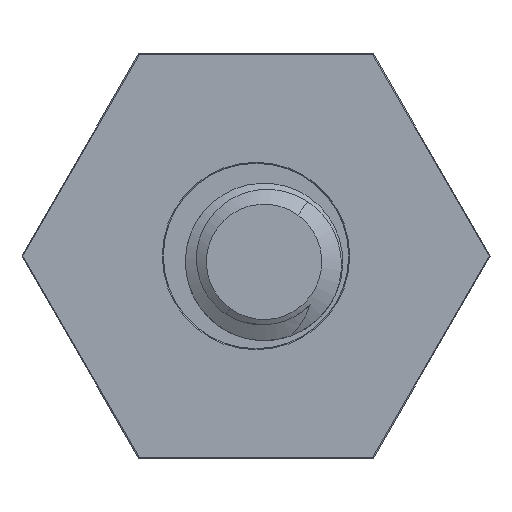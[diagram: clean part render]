
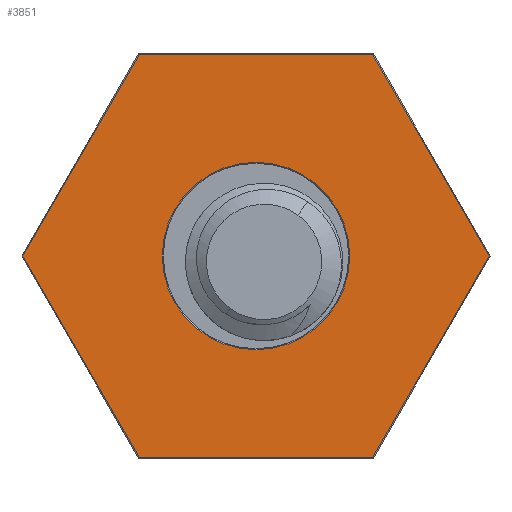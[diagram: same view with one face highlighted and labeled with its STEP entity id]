
A CAD part, front view. The second image highlights one B-rep face of the part: STEP entity #3851.
In plain terms, the highlighted planar face has unit normal (0, -1, 0).
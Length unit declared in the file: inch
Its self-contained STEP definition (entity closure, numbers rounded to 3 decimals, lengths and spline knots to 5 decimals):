
#25 = LINE ( 'NONE', #1390, #1804 ) ;
#36 = EDGE_LOOP ( 'NONE', ( #2952, #3158, #846, #493, #2375, #408 ) ) ;
#233 = VERTEX_POINT ( 'NONE', #629 ) ;
#396 = VECTOR ( 'NONE', #4221, 39.37008 ) ;
#408 = ORIENTED_EDGE ( 'NONE', *, *, #3420, .T. ) ;
#493 = ORIENTED_EDGE ( 'NONE', *, *, #1721, .T. ) ;
#595 = LINE ( 'NONE', #1626, #396 ) ;
#629 = CARTESIAN_POINT ( 'NONE',  ( 0.23325, 0., -0.404 ) ) ;
#668 = LINE ( 'NONE', #4299, #3750 ) ;
#701 = EDGE_CURVE ( 'NONE', #233, #1834, #25, .T. ) ;
#748 = VECTOR ( 'NONE', #2524, 39.37008 ) ;
#846 = ORIENTED_EDGE ( 'NONE', *, *, #2582, .T. ) ;
#877 = FACE_BOUND ( 'NONE', #3829, .T. ) ;
#892 = CIRCLE ( 'NONE', #3554, 0.1875 ) ;
#1040 = AXIS2_PLACEMENT_3D ( 'NONE', #3133, #2555, #2200 ) ;
#1214 = FACE_OUTER_BOUND ( 'NONE', #36, .T. ) ;
#1223 = CARTESIAN_POINT ( 'NONE',  ( -0.34987, 0., 0.202 ) ) ;
#1225 = LINE ( 'NONE', #3189, #748 ) ;
#1261 = ORIENTED_EDGE ( 'NONE', *, *, #3211, .T. ) ;
#1327 = CARTESIAN_POINT ( 'NONE',  ( 0.4665, 0., 0. ) ) ;
#1390 = CARTESIAN_POINT ( 'NONE',  ( 0.34987, 0., -0.202 ) ) ;
#1425 = CARTESIAN_POINT ( 'NONE',  ( 0.23325, 0., 0.404 ) ) ;
#1455 = EDGE_CURVE ( 'NONE', #3650, #2642, #1616, .T. ) ;
#1490 = DIRECTION ( 'NONE',  ( 0.5, 0., 0.866 ) ) ;
#1513 = DIRECTION ( 'NONE',  ( 0., 0., 1. ) ) ;
#1515 = VERTEX_POINT ( 'NONE', #1696 ) ;
#1517 = LINE ( 'NONE', #2863, #3696 ) ;
#1616 = LINE ( 'NONE', #1223, #3271 ) ;
#1626 = CARTESIAN_POINT ( 'NONE',  ( -0.34987, 0., -0.202 ) ) ;
#1680 = CARTESIAN_POINT ( 'NONE',  ( -0.4665, 0., 0. ) ) ;
#1696 = CARTESIAN_POINT ( 'NONE',  ( 0., 0., -0.1875 ) ) ;
#1721 = EDGE_CURVE ( 'NONE', #2240, #3650, #1517, .T. ) ;
#1804 = VECTOR ( 'NONE', #1490, 39.37008 ) ;
#1834 = VERTEX_POINT ( 'NONE', #1327 ) ;
#2082 = ORIENTED_EDGE ( 'NONE', *, *, #2202, .T. ) ;
#2200 = DIRECTION ( 'NONE',  ( 0., 0., 1. ) ) ;
#2202 = EDGE_CURVE ( 'NONE', #3578, #1515, #3346, .T. ) ;
#2207 = DIRECTION ( 'NONE',  ( -1., 0., 0. ) ) ;
#2240 = VERTEX_POINT ( 'NONE', #1425 ) ;
#2242 = CARTESIAN_POINT ( 'NONE',  ( -0.23325, 0., 0.404 ) ) ;
#2306 = DIRECTION ( 'NONE',  ( 0., 0., 1. ) ) ;
#2374 = EDGE_CURVE ( 'NONE', #2493, #233, #1225, .T. ) ;
#2375 = ORIENTED_EDGE ( 'NONE', *, *, #1455, .T. ) ;
#2493 = VERTEX_POINT ( 'NONE', #2667 ) ;
#2524 = DIRECTION ( 'NONE',  ( 1., 0., 0. ) ) ;
#2555 = DIRECTION ( 'NONE',  ( 0., 1., 0. ) ) ;
#2582 = EDGE_CURVE ( 'NONE', #1834, #2240, #668, .T. ) ;
#2635 = CARTESIAN_POINT ( 'NONE',  ( 0., 0., 0. ) ) ;
#2642 = VERTEX_POINT ( 'NONE', #1680 ) ;
#2667 = CARTESIAN_POINT ( 'NONE',  ( -0.23325, 0., -0.404 ) ) ;
#2711 = DIRECTION ( 'NONE',  ( -0.5, 0., -0.866 ) ) ;
#2863 = CARTESIAN_POINT ( 'NONE',  ( 0., 0., 0.404 ) ) ;
#2921 = CARTESIAN_POINT ( 'NONE',  ( 0., 0., 0.1875 ) ) ;
#2952 = ORIENTED_EDGE ( 'NONE', *, *, #2374, .T. ) ;
#3133 = CARTESIAN_POINT ( 'NONE',  ( 0., 0., 0. ) ) ;
#3158 = ORIENTED_EDGE ( 'NONE', *, *, #701, .T. ) ;
#3189 = CARTESIAN_POINT ( 'NONE',  ( 0., 0., -0.404 ) ) ;
#3211 = EDGE_CURVE ( 'NONE', #1515, #3578, #892, .T. ) ;
#3271 = VECTOR ( 'NONE', #2711, 39.37008 ) ;
#3346 = CIRCLE ( 'NONE', #4317, 0.1875 ) ;
#3420 = EDGE_CURVE ( 'NONE', #2642, #2493, #595, .T. ) ;
#3554 = AXIS2_PLACEMENT_3D ( 'NONE', #3880, #3858, #1513 ) ;
#3578 = VERTEX_POINT ( 'NONE', #2921 ) ;
#3643 = DIRECTION ( 'NONE',  ( -0.5, 0., 0.866 ) ) ;
#3650 = VERTEX_POINT ( 'NONE', #2242 ) ;
#3696 = VECTOR ( 'NONE', #2207, 39.37008 ) ;
#3750 = VECTOR ( 'NONE', #3643, 39.37008 ) ;
#3829 = EDGE_LOOP ( 'NONE', ( #1261, #2082 ) ) ;
#3851 = ADVANCED_FACE ( 'NONE', ( #877, #1214 ), #3881, .F. ) ;
#3858 = DIRECTION ( 'NONE',  ( 0., 1., 0. ) ) ;
#3880 = CARTESIAN_POINT ( 'NONE',  ( 0., 0., 0. ) ) ;
#3881 = PLANE ( 'NONE',  #1040 ) ;
#3979 = DIRECTION ( 'NONE',  ( 0., 1., 0. ) ) ;
#4221 = DIRECTION ( 'NONE',  ( 0.5, 0., -0.866 ) ) ;
#4299 = CARTESIAN_POINT ( 'NONE',  ( 0.34987, 0., 0.202 ) ) ;
#4317 = AXIS2_PLACEMENT_3D ( 'NONE', #2635, #3979, #2306 ) ;
